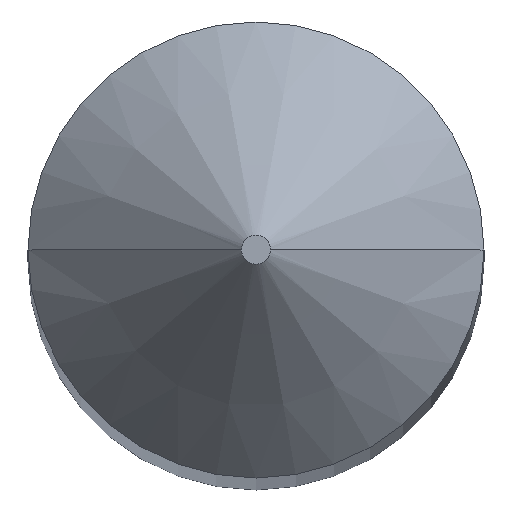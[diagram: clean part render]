
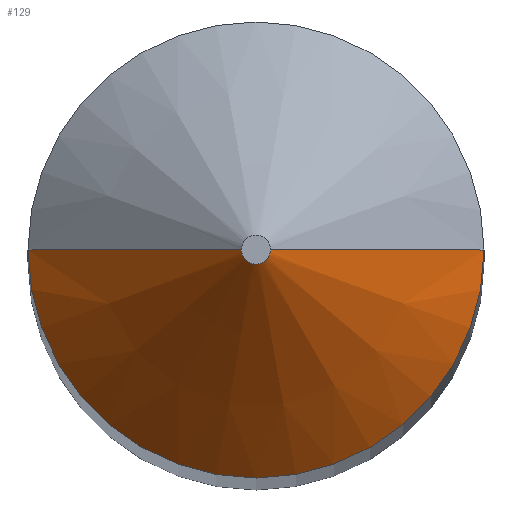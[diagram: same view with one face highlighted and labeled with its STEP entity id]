
A CAD part, top view. The second image highlights one B-rep face of the part: STEP entity #129.
In plain terms, the highlighted conical face has half-angle 45 degrees and reference radius 0.102 mm.
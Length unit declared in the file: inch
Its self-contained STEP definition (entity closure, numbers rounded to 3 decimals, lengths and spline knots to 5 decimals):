
#1 = CARTESIAN_POINT ( 'NONE',  ( 0.004, 0., 2. ) ) ;
#8 = ORIENTED_EDGE ( 'NONE', *, *, #54, .T. ) ;
#10 = CARTESIAN_POINT ( 'NONE',  ( 0.0625, 0., 1.9415 ) ) ;
#37 = EDGE_CURVE ( 'NONE', #65, #42, #185, .T. ) ;
#39 = ORIENTED_EDGE ( 'NONE', *, *, #37, .F. ) ;
#42 = VERTEX_POINT ( 'NONE', #171 ) ;
#44 = EDGE_LOOP ( 'NONE', ( #8, #205, #39, #138 ) ) ;
#46 = CIRCLE ( 'NONE', #181, 0.004 ) ;
#52 = CARTESIAN_POINT ( 'NONE',  ( 0.004, 0., 2. ) ) ;
#54 = EDGE_CURVE ( 'NONE', #212, #192, #46, .T. ) ;
#59 = DIRECTION ( 'NONE',  ( 0., 0., -1. ) ) ;
#65 = VERTEX_POINT ( 'NONE', #10 ) ;
#66 = VECTOR ( 'NONE', #215, 39.37008 ) ;
#75 = CARTESIAN_POINT ( 'NONE',  ( 0., 0., 1.9415 ) ) ;
#86 = LINE ( 'NONE', #237, #66 ) ;
#90 = AXIS2_PLACEMENT_3D ( 'NONE', #214, #243, #197 ) ;
#109 = EDGE_CURVE ( 'NONE', #192, #42, #86, .T. ) ;
#117 = DIRECTION ( 'NONE',  ( -1., 0., 0. ) ) ;
#129 = ADVANCED_FACE ( 'NONE', ( #219 ), #195, .T. ) ;
#137 = DIRECTION ( 'NONE',  ( 0., 0., -1. ) ) ;
#138 = ORIENTED_EDGE ( 'NONE', *, *, #164, .F. ) ;
#141 = LINE ( 'NONE', #52, #147 ) ;
#144 = DIRECTION ( 'NONE',  ( 0.707, 0., -0.707 ) ) ;
#147 = VECTOR ( 'NONE', #144, 39.37008 ) ;
#152 = DIRECTION ( 'NONE',  ( -1., 0., 0. ) ) ;
#164 = EDGE_CURVE ( 'NONE', #212, #65, #141, .T. ) ;
#171 = CARTESIAN_POINT ( 'NONE',  ( -0.0625, 0., 1.9415 ) ) ;
#172 = CARTESIAN_POINT ( 'NONE',  ( -0.004, 0., 2. ) ) ;
#181 = AXIS2_PLACEMENT_3D ( 'NONE', #234, #137, #117 ) ;
#185 = CIRCLE ( 'NONE', #242, 0.0625 ) ;
#192 = VERTEX_POINT ( 'NONE', #172 ) ;
#195 = CONICAL_SURFACE ( 'NONE', #90, 0.004, 0.785 ) ;
#197 = DIRECTION ( 'NONE',  ( 1., 0., 0. ) ) ;
#205 = ORIENTED_EDGE ( 'NONE', *, *, #109, .T. ) ;
#212 = VERTEX_POINT ( 'NONE', #1 ) ;
#214 = CARTESIAN_POINT ( 'NONE',  ( 0., 0., 2. ) ) ;
#215 = DIRECTION ( 'NONE',  ( -0.707, 0., -0.707 ) ) ;
#219 = FACE_OUTER_BOUND ( 'NONE', #44, .T. ) ;
#234 = CARTESIAN_POINT ( 'NONE',  ( 0., 0., 2. ) ) ;
#237 = CARTESIAN_POINT ( 'NONE',  ( -0.004, 0., 2. ) ) ;
#242 = AXIS2_PLACEMENT_3D ( 'NONE', #75, #59, #152 ) ;
#243 = DIRECTION ( 'NONE',  ( 0., 0., -1. ) ) ;
